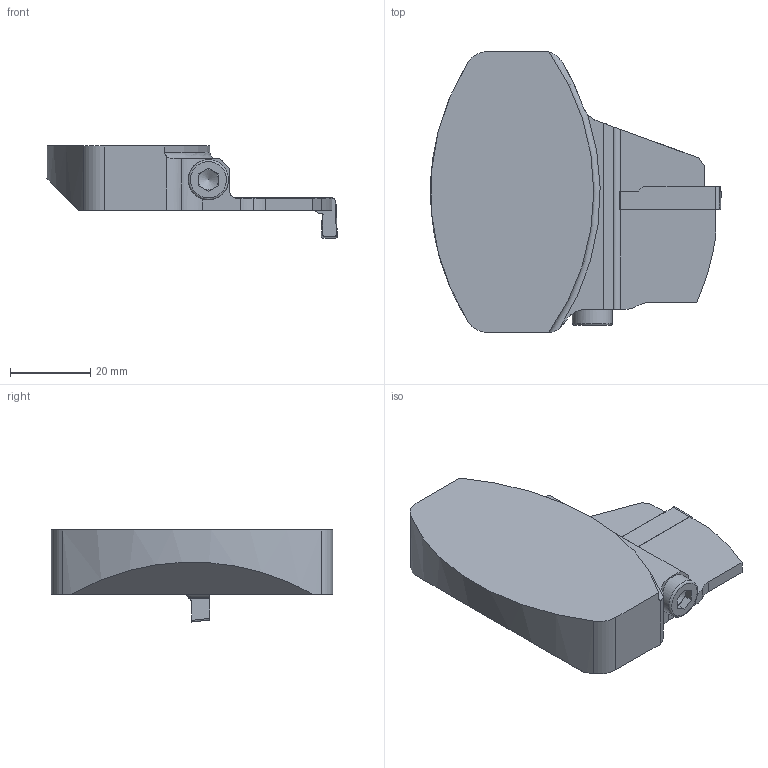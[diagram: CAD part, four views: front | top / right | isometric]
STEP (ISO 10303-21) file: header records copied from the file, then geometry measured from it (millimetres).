
FILE_DESCRIPTION(/* description */ (''),/* implementation_level */ '2;1');
FILE_NAME(/* name */ '1568102631671.stp',/* time_stamp */ '2019-09-10T13:34:02+05:00',/* author */ (''),/* organization */ ('SMS'),/* preprocessor_version */ 'ST-DEVELOPER v15',/* originating_system */ 'SIEMENS PLM Software NX 8.5',/* authorisation */ '');
FILE_SCHEMA (('AUTOMOTIVE_DESIGN { 1 0 10303 214 3 1 1 1 }'));
Length unit declared in the file: millimetre
Products named in the file (4): ASSEMBLY_CONSTRUCTION; 202509145mod000_00; 202509144mod000_00; 201718706mod000_00
Assembly tree (3 placements, depth 2):
  201718706mod000_00
    202509144mod000_00
    202509145mod000_00
    ASSEMBLY_CONSTRUCTION
Bounding box: 72.35 x 70 x 22.9 mm (x, y, z)
Volume: 44154.9 mm3; surface area: 10793.8 mm2
Topology: 2 solids, 2 shells, 82 faces, 224 edges, 157 vertices
Faces by surface type: plane 51, cylinder 28, torus 2, cone 1
Full cylindrical faces by diameter (mm): 10 x1
Entity records: 2860 total; most frequent: CARTESIAN_POINT 545, DIRECTION 470, ORIENTED_EDGE 438, EDGE_CURVE 219, AXIS2_PLACEMENT_3D 164, VERTEX_POINT 145, LINE 142, VECTOR 142
